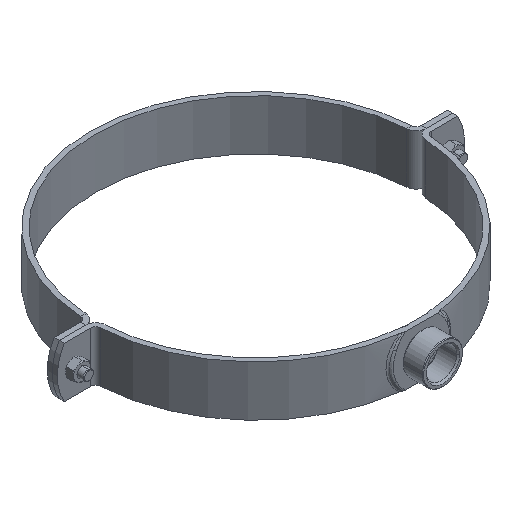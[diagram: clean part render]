
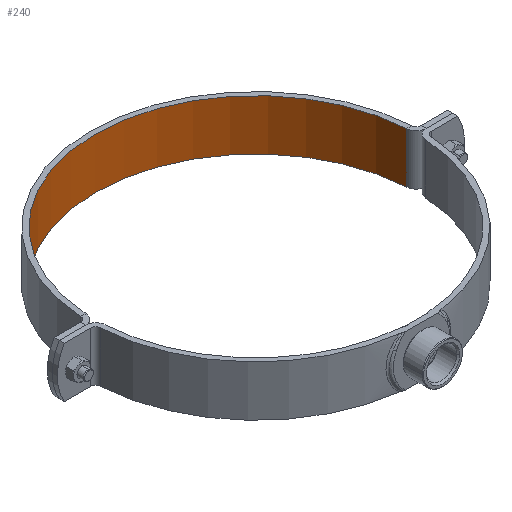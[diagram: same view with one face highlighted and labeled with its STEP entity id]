
A CAD part, isometric view. The second image highlights one B-rep face of the part: STEP entity #240.
In plain terms, the highlighted cylindrical face has radius 127 mm (diameter 254 mm), a partial arc.
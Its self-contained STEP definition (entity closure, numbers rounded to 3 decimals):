
#29 = CARTESIAN_POINT ( 'NONE',  ( 0., 0., 20. ) ) ;
#63 = FACE_OUTER_BOUND ( 'NONE', #584, .T. ) ;
#200 = EDGE_CURVE ( 'NONE', #737, #3373, #3592, .T. ) ;
#217 = DIRECTION ( 'NONE',  ( 0., 0., -1. ) ) ;
#240 = ADVANCED_FACE ( 'NONE', ( #63 ), #1990, .F. ) ;
#584 = EDGE_LOOP ( 'NONE', ( #1303, #3122, #4927, #845 ) ) ;
#737 = VERTEX_POINT ( 'NONE', #5840 ) ;
#845 = ORIENTED_EDGE ( 'NONE', *, *, #2510, .T. ) ;
#987 = CARTESIAN_POINT ( 'NONE',  ( 0., 0., -20. ) ) ;
#1303 = ORIENTED_EDGE ( 'NONE', *, *, #1512, .F. ) ;
#1346 = CARTESIAN_POINT ( 'NONE',  ( 126.777, -7.526, 20. ) ) ;
#1512 = EDGE_CURVE ( 'NONE', #4669, #4610, #1602, .T. ) ;
#1546 = DIRECTION ( 'NONE',  ( -1., 0., 0. ) ) ;
#1602 = CIRCLE ( 'NONE', #4915, 127. ) ;
#1704 = VECTOR ( 'NONE', #4057, 1000. ) ;
#1990 = CYLINDRICAL_SURFACE ( 'NONE', #2634, 127. ) ;
#2234 = CARTESIAN_POINT ( 'NONE',  ( 126.777, -7.526, 20. ) ) ;
#2269 = VECTOR ( 'NONE', #217, 1000. ) ;
#2402 = EDGE_CURVE ( 'NONE', #737, #4669, #2570, .T. ) ;
#2463 = CARTESIAN_POINT ( 'NONE',  ( 126.777, -7.526, -20. ) ) ;
#2510 = EDGE_CURVE ( 'NONE', #3373, #4610, #4933, .T. ) ;
#2570 = LINE ( 'NONE', #4384, #2269 ) ;
#2634 = AXIS2_PLACEMENT_3D ( 'NONE', #3820, #5616, #1546 ) ;
#2820 = DIRECTION ( 'NONE',  ( 0., 0., 1. ) ) ;
#3122 = ORIENTED_EDGE ( 'NONE', *, *, #2402, .F. ) ;
#3340 = DIRECTION ( 'NONE',  ( 0., 0., 1. ) ) ;
#3373 = VERTEX_POINT ( 'NONE', #1346 ) ;
#3592 = CIRCLE ( 'NONE', #5581, 127. ) ;
#3820 = CARTESIAN_POINT ( 'NONE',  ( 0., 0., 20. ) ) ;
#4057 = DIRECTION ( 'NONE',  ( 0., 0., -1. ) ) ;
#4384 = CARTESIAN_POINT ( 'NONE',  ( -126.777, -7.526, 20. ) ) ;
#4610 = VERTEX_POINT ( 'NONE', #2463 ) ;
#4627 = DIRECTION ( 'NONE',  ( 1., 0., 0. ) ) ;
#4669 = VERTEX_POINT ( 'NONE', #5645 ) ;
#4915 = AXIS2_PLACEMENT_3D ( 'NONE', #987, #2820, #4627 ) ;
#4927 = ORIENTED_EDGE ( 'NONE', *, *, #200, .T. ) ;
#4933 = LINE ( 'NONE', #2234, #1704 ) ;
#5134 = DIRECTION ( 'NONE',  ( 1., 0., 0. ) ) ;
#5581 = AXIS2_PLACEMENT_3D ( 'NONE', #29, #3340, #5134 ) ;
#5616 = DIRECTION ( 'NONE',  ( 0., 0., -1. ) ) ;
#5645 = CARTESIAN_POINT ( 'NONE',  ( -126.777, -7.526, -20. ) ) ;
#5840 = CARTESIAN_POINT ( 'NONE',  ( -126.777, -7.526, 20. ) ) ;
